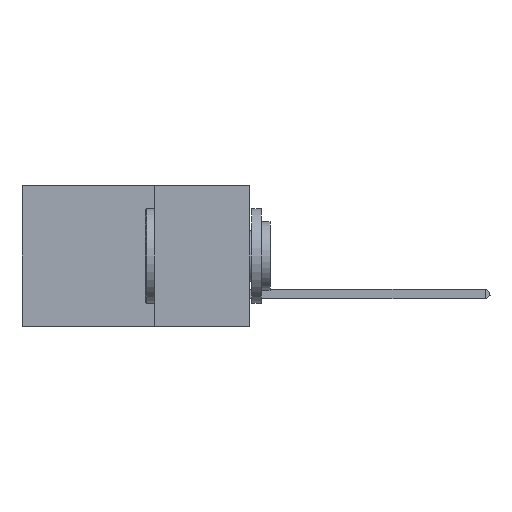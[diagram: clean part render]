
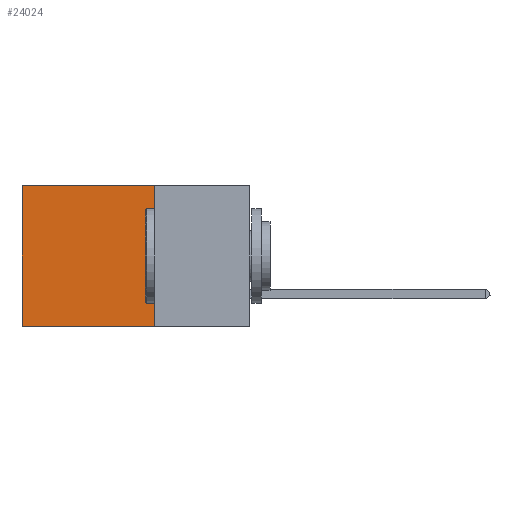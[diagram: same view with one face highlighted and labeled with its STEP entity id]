
A CAD part, left-side view. The second image highlights one B-rep face of the part: STEP entity #24024.
In plain terms, the highlighted planar face has unit normal (-1, 0, 0).
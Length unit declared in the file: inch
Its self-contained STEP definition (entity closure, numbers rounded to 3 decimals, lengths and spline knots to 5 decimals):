
#2160 = ORIENTED_EDGE ( 'NONE', *, *, #10813, .T. ) ;
#3697 = AXIS2_PLACEMENT_3D ( 'NONE', #32727, #35552, #18855 ) ;
#4164 = LINE ( 'NONE', #18709, #27992 ) ;
#4603 = EDGE_CURVE ( 'NONE', #23085, #17510, #4164, .T. ) ;
#4908 = DIRECTION ( 'NONE',  ( 0., 1., 0. ) ) ;
#5816 = LINE ( 'NONE', #10579, #35873 ) ;
#6859 = CARTESIAN_POINT ( 'NONE',  ( 0.2875, 0.6, -0.37 ) ) ;
#8717 = EDGE_CURVE ( 'NONE', #23085, #18965, #11728, .T. ) ;
#9378 = VECTOR ( 'NONE', #20105, 39.37008 ) ;
#9832 = LINE ( 'NONE', #30759, #9378 ) ;
#10579 = CARTESIAN_POINT ( 'NONE',  ( 0.2875, 0.25, -0.37 ) ) ;
#10813 = EDGE_CURVE ( 'NONE', #17510, #31938, #9832, .T. ) ;
#11728 = LINE ( 'NONE', #15432, #31260 ) ;
#13160 = CARTESIAN_POINT ( 'NONE',  ( 0.2875, 0.6, 0. ) ) ;
#13555 = ORIENTED_EDGE ( 'NONE', *, *, #4603, .T. ) ;
#13810 = ORIENTED_EDGE ( 'NONE', *, *, #8717, .F. ) ;
#15432 = CARTESIAN_POINT ( 'NONE',  ( 0.2875, 0.25, 0. ) ) ;
#15756 = EDGE_LOOP ( 'NONE', ( #2160, #26273, #13810, #13555 ) ) ;
#17198 = FACE_OUTER_BOUND ( 'NONE', #15756, .T. ) ;
#17510 = VERTEX_POINT ( 'NONE', #13160 ) ;
#18709 = CARTESIAN_POINT ( 'NONE',  ( 0.2875, 0.25, 0. ) ) ;
#18855 = DIRECTION ( 'NONE',  ( 0., 0., -1. ) ) ;
#18965 = VERTEX_POINT ( 'NONE', #33289 ) ;
#20105 = DIRECTION ( 'NONE',  ( 0., 0., -1. ) ) ;
#23085 = VERTEX_POINT ( 'NONE', #35254 ) ;
#24024 = ADVANCED_FACE ( 'NONE', ( #17198 ), #32839, .F. ) ;
#26273 = ORIENTED_EDGE ( 'NONE', *, *, #27275, .F. ) ;
#27275 = EDGE_CURVE ( 'NONE', #18965, #31938, #5816, .T. ) ;
#27992 = VECTOR ( 'NONE', #4908, 39.37008 ) ;
#30759 = CARTESIAN_POINT ( 'NONE',  ( 0.2875, 0.6, 0. ) ) ;
#31260 = VECTOR ( 'NONE', #32034, 39.37008 ) ;
#31938 = VERTEX_POINT ( 'NONE', #6859 ) ;
#32034 = DIRECTION ( 'NONE',  ( 0., 0., -1. ) ) ;
#32429 = DIRECTION ( 'NONE',  ( 0., 1., 0. ) ) ;
#32727 = CARTESIAN_POINT ( 'NONE',  ( 0.2875, 0.25, 0. ) ) ;
#32839 = PLANE ( 'NONE',  #3697 ) ;
#33289 = CARTESIAN_POINT ( 'NONE',  ( 0.2875, 0.25, -0.37 ) ) ;
#35254 = CARTESIAN_POINT ( 'NONE',  ( 0.2875, 0.25, 0. ) ) ;
#35552 = DIRECTION ( 'NONE',  ( 1., 0., 0. ) ) ;
#35873 = VECTOR ( 'NONE', #32429, 39.37008 ) ;
